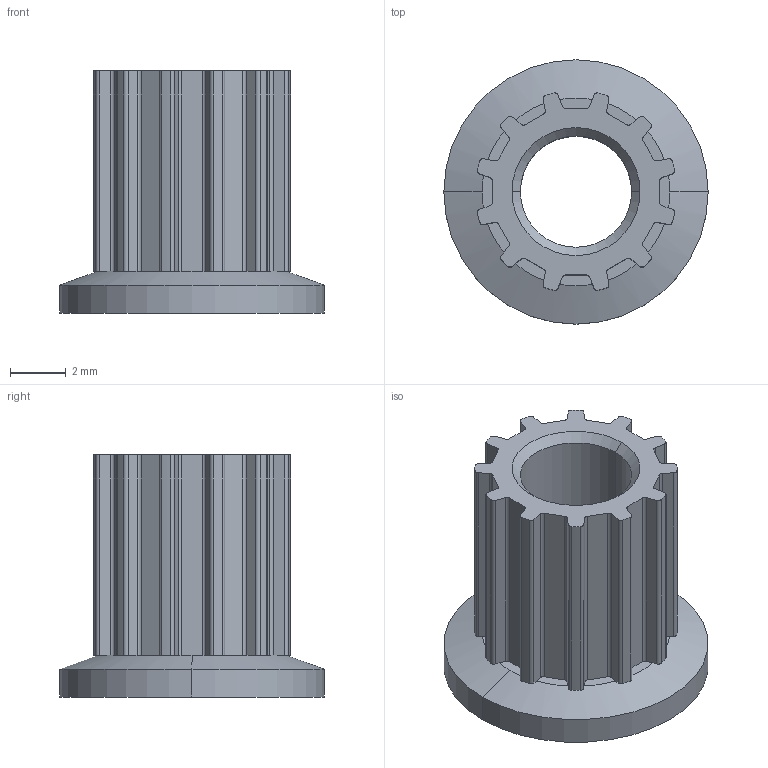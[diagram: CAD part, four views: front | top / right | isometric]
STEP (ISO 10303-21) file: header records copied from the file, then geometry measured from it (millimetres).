
FILE_DESCRIPTION (( 'STEP AP214' ), '1' );
FILE_NAME ('4333240000697.STEP', '2017-12-21T11:50:04', ( '13' ), ( '' ), 'SwSTEP 2.0', 'SolidWorks 2012', '' );
FILE_SCHEMA (( 'AUTOMOTIVE_DESIGN' ));
Length unit declared in the file: millimetre
Products named in the file (1): 4333240000697
Bounding box: 9.5 x 9.5 x 8.7 mm (x, y, z)
Volume: 223.1 mm3; surface area: 479.3 mm2
Topology: 1 solids, 1 shells, 132 faces, 360 edges, 230 vertices
Faces by surface type: cylinder 64, plane 62, cone 6
Entity records: 4240 total; most frequent: DIRECTION 784, CARTESIAN_POINT 723, ORIENTED_EDGE 720, EDGE_CURVE 360, AXIS2_PLACEMENT_3D 291, VERTEX_POINT 230, LINE 202, VECTOR 202
